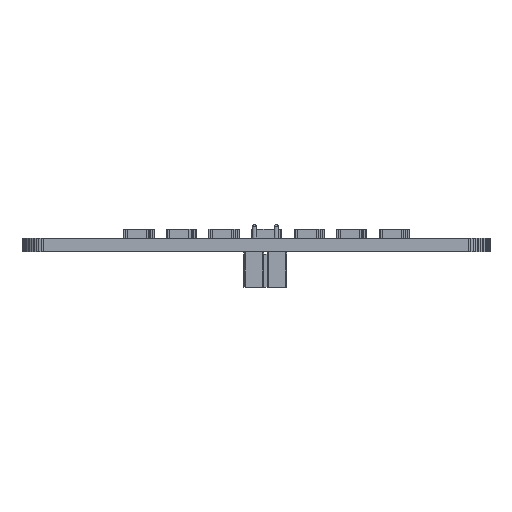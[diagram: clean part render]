
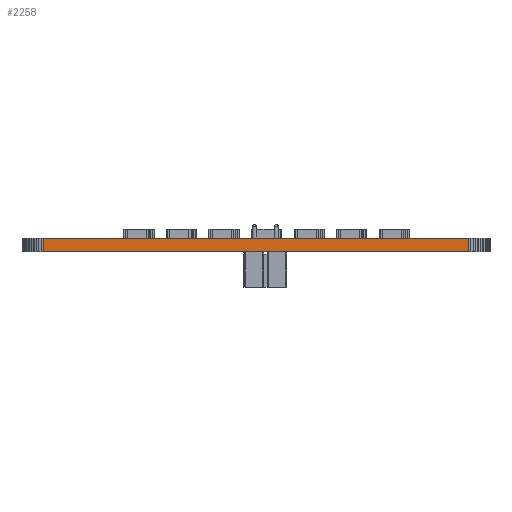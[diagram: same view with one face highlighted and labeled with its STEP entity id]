
A CAD part, front view. The second image highlights one B-rep face of the part: STEP entity #2258.
In plain terms, the highlighted planar face has unit normal (0, -1, 0).
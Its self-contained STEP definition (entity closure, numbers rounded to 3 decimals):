
#2200 = EDGE_CURVE('',#2201,#2203,#2205,.T.);
#2201 = VERTEX_POINT('',#2202);
#2202 = CARTESIAN_POINT('',(-2.5,0.,-0.775));
#2203 = VERTEX_POINT('',#2204);
#2204 = CARTESIAN_POINT('',(-2.5,0.,0.775));
#2205 = LINE('',#2206,#2207);
#2206 = CARTESIAN_POINT('',(-2.5,0.,-0.775));
#2207 = VECTOR('',#2208,1.);
#2208 = DIRECTION('',(0.,0.,1.));
#2233 = VERTEX_POINT('',#2234);
#2234 = CARTESIAN_POINT('',(-52.5,0.,0.775));
#2240 = EDGE_CURVE('',#2241,#2233,#2243,.T.);
#2241 = VERTEX_POINT('',#2242);
#2242 = CARTESIAN_POINT('',(-52.5,0.,-0.775));
#2243 = LINE('',#2244,#2245);
#2244 = CARTESIAN_POINT('',(-52.5,0.,-0.775));
#2245 = VECTOR('',#2246,1.);
#2246 = DIRECTION('',(0.,0.,1.));
#2258 = ADVANCED_FACE('',(#2259),#2275,.F.);
#2259 = FACE_BOUND('',#2260,.F.);
#2260 = EDGE_LOOP('',(#2261,#2262,#2268,#2269));
#2261 = ORIENTED_EDGE('',*,*,#2240,.T.);
#2262 = ORIENTED_EDGE('',*,*,#2263,.T.);
#2263 = EDGE_CURVE('',#2233,#2203,#2264,.T.);
#2264 = LINE('',#2265,#2266);
#2265 = CARTESIAN_POINT('',(-52.5,0.,0.775));
#2266 = VECTOR('',#2267,1.);
#2267 = DIRECTION('',(1.,0.,0.));
#2268 = ORIENTED_EDGE('',*,*,#2200,.F.);
#2269 = ORIENTED_EDGE('',*,*,#2270,.F.);
#2270 = EDGE_CURVE('',#2241,#2201,#2271,.T.);
#2271 = LINE('',#2272,#2273);
#2272 = CARTESIAN_POINT('',(-52.5,0.,-0.775));
#2273 = VECTOR('',#2274,1.);
#2274 = DIRECTION('',(1.,0.,0.));
#2275 = PLANE('',#2276);
#2276 = AXIS2_PLACEMENT_3D('',#2277,#2278,#2279);
#2277 = CARTESIAN_POINT('',(-52.5,0.,-0.775));
#2278 = DIRECTION('',(0.,1.,0.));
#2279 = DIRECTION('',(1.,0.,0.));
